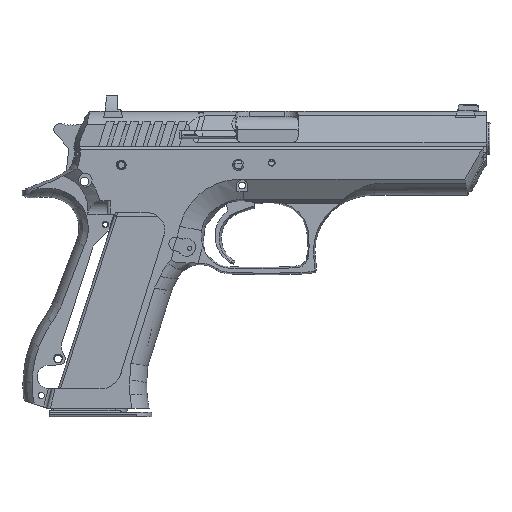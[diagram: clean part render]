
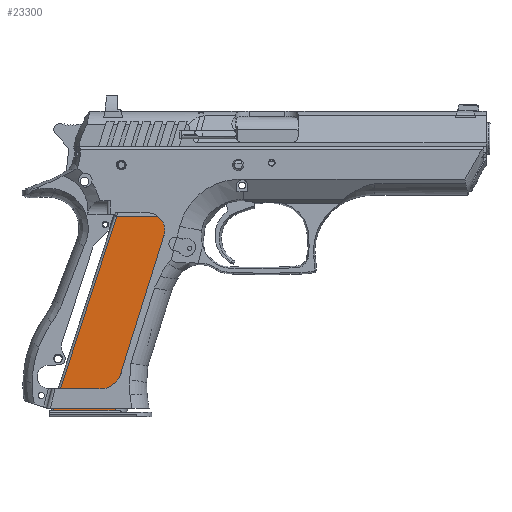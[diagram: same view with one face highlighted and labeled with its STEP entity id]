
A CAD part, left-side view. The second image highlights one B-rep face of the part: STEP entity #23300.
In plain terms, the highlighted planar face has unit normal (-1, 0, 0).
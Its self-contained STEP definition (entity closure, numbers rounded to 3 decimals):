
#1839=ELLIPSE('',#25086,54.348,5.);
#7286=ORIENTED_EDGE('',*,*,#10706,.F.);
#7287=ORIENTED_EDGE('',*,*,#10707,.T.);
#7288=ORIENTED_EDGE('',*,*,#10708,.T.);
#7289=ORIENTED_EDGE('',*,*,#10709,.T.);
#7290=ORIENTED_EDGE('',*,*,#10710,.T.);
#7291=ORIENTED_EDGE('',*,*,#10711,.T.);
#7292=ORIENTED_EDGE('',*,*,#10712,.T.);
#7293=ORIENTED_EDGE('',*,*,#10713,.T.);
#7294=ORIENTED_EDGE('',*,*,#10714,.T.);
#7295=ORIENTED_EDGE('',*,*,#10715,.T.);
#7296=ORIENTED_EDGE('',*,*,#10716,.F.);
#7297=ORIENTED_EDGE('',*,*,#10717,.T.);
#7298=ORIENTED_EDGE('',*,*,#10718,.T.);
#10706=EDGE_CURVE('',#12862,#12863,#14572,.T.);
#10707=EDGE_CURVE('',#12862,#12864,#14573,.F.);
#10708=EDGE_CURVE('',#12864,#12865,#14574,.T.);
#10709=EDGE_CURVE('',#12865,#12866,#14575,.T.);
#10710=EDGE_CURVE('',#12866,#12867,#14576,.T.);
#10711=EDGE_CURVE('',#12867,#12868,#14577,.T.);
#10712=EDGE_CURVE('',#12868,#12869,#1839,.F.);
#10713=EDGE_CURVE('',#12869,#12870,#14578,.T.);
#10714=EDGE_CURVE('',#12870,#12871,#14579,.T.);
#10715=EDGE_CURVE('',#12871,#12872,#14580,.T.);
#10716=EDGE_CURVE('',#12873,#12872,#14581,.T.);
#10717=EDGE_CURVE('',#12873,#12874,#14582,.F.);
#10718=EDGE_CURVE('',#12874,#12863,#14583,.F.);
#12862=VERTEX_POINT('',#47940);
#12863=VERTEX_POINT('',#47941);
#12864=VERTEX_POINT('',#47943);
#12865=VERTEX_POINT('',#47945);
#12866=VERTEX_POINT('',#47947);
#12867=VERTEX_POINT('',#47949);
#12868=VERTEX_POINT('',#47951);
#12869=VERTEX_POINT('',#47953);
#12870=VERTEX_POINT('',#47955);
#12871=VERTEX_POINT('',#47957);
#12872=VERTEX_POINT('',#47959);
#12873=VERTEX_POINT('',#47961);
#12874=VERTEX_POINT('',#47963);
#14572=LINE('',#47939,#16267);
#14573=LINE('',#47942,#16268);
#14574=LINE('',#47944,#16269);
#14575=LINE('',#47946,#16270);
#14576=LINE('',#47948,#16271);
#14577=LINE('',#47950,#16272);
#14578=LINE('',#47954,#16273);
#14579=LINE('',#47956,#16274);
#14580=LINE('',#47958,#16275);
#14581=LINE('',#47960,#16276);
#14582=LINE('',#47962,#16277);
#14583=LINE('',#47964,#16278);
#16267=VECTOR('',#29962,1000.);
#16268=VECTOR('',#29963,1000.);
#16269=VECTOR('',#29964,1000.);
#16270=VECTOR('',#29965,1000.);
#16271=VECTOR('',#29966,1000.);
#16272=VECTOR('',#29967,1000.);
#16273=VECTOR('',#29970,1000.);
#16274=VECTOR('',#29971,1000.);
#16275=VECTOR('',#29972,1000.);
#16276=VECTOR('',#29973,1000.);
#16277=VECTOR('',#29974,1000.);
#16278=VECTOR('',#29975,1000.);
#17562=EDGE_LOOP('',(#7286,#7287,#7288,#7289,#7290,#7291,#7292,#7293,#7294,
#7295,#7296,#7297,#7298));
#18784=FACE_BOUND('',#17562,.T.);
#19496=PLANE('',#25085);
#23300=ADVANCED_FACE('',(#18784),#19496,.F.);
#25085=AXIS2_PLACEMENT_3D('',#47938,#29960,#29961);
#25086=AXIS2_PLACEMENT_3D('',#47952,#29968,#29969);
#29960=DIRECTION('',(1.,0.,0.));
#29961=DIRECTION('',(0.,1.,0.));
#29962=DIRECTION('',(0.,1.,0.));
#29963=DIRECTION('',(0.,0.309,-0.951));
#29964=DIRECTION('',(0.,0.951,0.309));
#29965=DIRECTION('',(0.,-0.309,0.951));
#29966=DIRECTION('',(0.,-0.951,-0.309));
#29967=DIRECTION('',(0.,-0.309,0.951));
#29968=DIRECTION('',(1.,0.,0.));
#29969=DIRECTION('',(0.,-0.309,0.951));
#29970=DIRECTION('',(0.,1.,0.));
#29971=DIRECTION('',(0.,0.309,-0.951));
#29972=DIRECTION('',(0.,-1.,0.));
#29973=DIRECTION('',(0.,0.309,-0.951));
#29974=DIRECTION('',(0.,1.,0.));
#29975=DIRECTION('',(0.,-0.309,0.951));
#47938=CARTESIAN_POINT('',(-10.125,0.,0.));
#47939=CARTESIAN_POINT('',(-10.125,158.469,-1.896));
#47940=CARTESIAN_POINT('',(-10.125,163.726,-1.896));
#47941=CARTESIAN_POINT('',(-10.125,166.49,-1.896));
#47942=CARTESIAN_POINT('',(-10.125,152.041,34.066));
#47943=CARTESIAN_POINT('',(-10.125,140.357,70.028));
#47944=CARTESIAN_POINT('',(-10.125,135.602,68.483));
#47945=CARTESIAN_POINT('',(-10.125,142.259,70.646));
#47946=CARTESIAN_POINT('',(-10.125,142.259,70.646));
#47947=CARTESIAN_POINT('',(-10.125,141.332,73.499));
#47948=CARTESIAN_POINT('',(-10.125,141.332,73.499));
#47949=CARTESIAN_POINT('',(-10.125,139.43,72.881));
#47950=CARTESIAN_POINT('',(-10.125,135.104,86.196));
#47951=CARTESIAN_POINT('',(-10.125,135.613,84.627));
#47952=CARTESIAN_POINT('',(-10.125,152.408,32.939));
#47953=CARTESIAN_POINT('',(-10.125,135.763,84.65));
#47954=CARTESIAN_POINT('',(-10.125,0.,84.65));
#47955=CARTESIAN_POINT('',(-10.125,162.797,84.65));
#47956=CARTESIAN_POINT('',(-10.125,191.327,-3.156));
#47957=CARTESIAN_POINT('',(-10.125,191.226,-2.847));
#47958=CARTESIAN_POINT('',(-10.125,192.278,-2.847));
#47959=CARTESIAN_POINT('',(-10.125,188.528,-2.847));
#47960=CARTESIAN_POINT('',(-10.125,188.219,-1.896));
#47961=CARTESIAN_POINT('',(-10.125,188.056,-1.396));
#47962=CARTESIAN_POINT('',(-10.125,166.49,-1.396));
#47963=CARTESIAN_POINT('',(-10.125,166.328,-1.396));
#47964=CARTESIAN_POINT('',(-10.125,166.328,-1.396));
